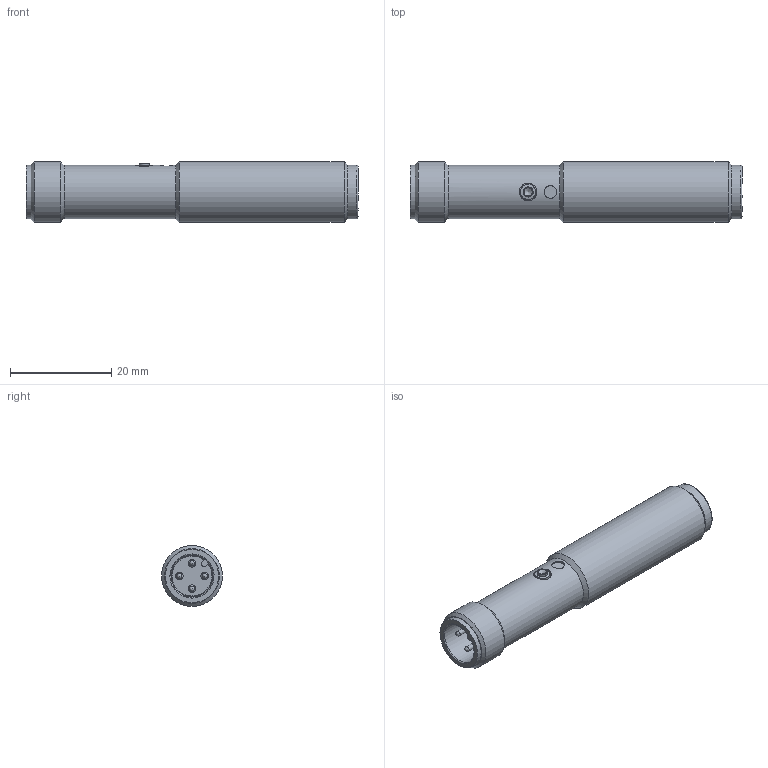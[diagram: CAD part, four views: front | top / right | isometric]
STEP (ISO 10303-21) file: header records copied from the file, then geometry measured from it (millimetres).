
FILE_DESCRIPTION (( 'STEP AP214' ), '1' );
FILE_NAME ('DM3_1H_fig.STEP', '2024-07-30T09:35:20', ( '' ), ( '' ), 'SwSTEP 2.0', 'SolidWorks 2023', '' );
FILE_SCHEMA (( 'AUTOMOTIVE_DESIGN' ));
Length unit declared in the file: inch
Products named in the file (1): DM3_1H_fig
Bounding box: 65.5 x 12 x 12 mm (x, y, z)
Volume: 6280.2 mm3; surface area: 2910.1 mm2
Topology: 1 solids, 1 shells, 43 faces, 102 edges, 68 vertices
Faces by surface type: cylinder 17, plane 10, cone 10, bspline 6
Full cylindrical faces by diameter (mm): 1 x4, 2 x1, 2.5 x1, 3 x1, 3.5 x1, 8.3 x1, 10.5 x2, 10.6 x1, 12 x2
Entity records: 1546 total; most frequent: CARTESIAN_POINT 799, DIRECTION 150, ORIENTED_EDGE 102, EDGE_LOOP 79, AXIS2_PLACEMENT_3D 71, FACE_OUTER_BOUND 59, EDGE_CURVE 51, VERTEX_POINT 46
